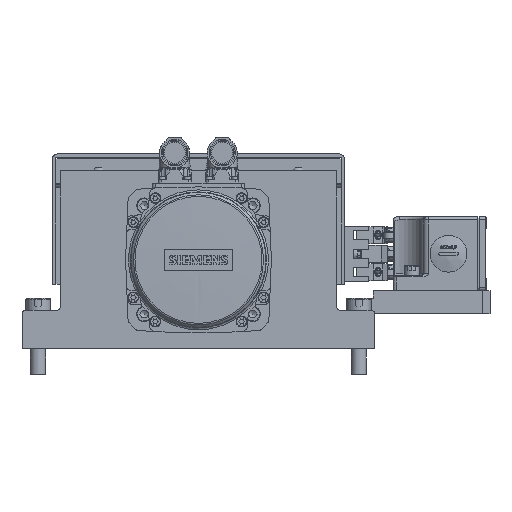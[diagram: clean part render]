
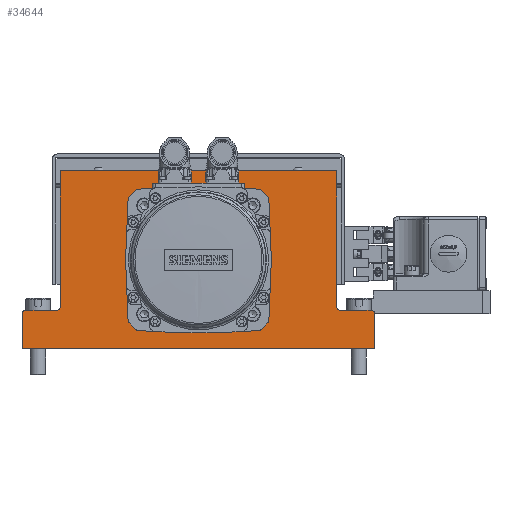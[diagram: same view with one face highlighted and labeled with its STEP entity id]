
A CAD part, front view. The second image highlights one B-rep face of the part: STEP entity #34644.
In plain terms, the highlighted planar face has unit normal (0, -1, 0).
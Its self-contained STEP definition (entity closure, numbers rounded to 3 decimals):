
#2078=LINE('',#58881,#5102);
#2079=LINE('',#58886,#5103);
#2080=LINE('',#58890,#5104);
#2081=LINE('',#58892,#5105);
#2082=LINE('',#58894,#5106);
#2083=LINE('',#58898,#5107);
#2084=LINE('',#58902,#5108);
#2085=LINE('',#58904,#5109);
#5102=VECTOR('',#47186,1000.);
#5103=VECTOR('',#47189,1000.);
#5104=VECTOR('',#47192,1000.);
#5105=VECTOR('',#47193,1000.);
#5106=VECTOR('',#47194,1000.);
#5107=VECTOR('',#47197,1000.);
#5108=VECTOR('',#47200,1000.);
#5109=VECTOR('',#47201,1000.);
#10173=ORIENTED_EDGE('',*,*,#17960,.T.);
#10174=ORIENTED_EDGE('',*,*,#17961,.T.);
#10175=ORIENTED_EDGE('',*,*,#17962,.T.);
#10176=ORIENTED_EDGE('',*,*,#17963,.F.);
#10177=ORIENTED_EDGE('',*,*,#17964,.F.);
#10178=ORIENTED_EDGE('',*,*,#17965,.F.);
#10179=ORIENTED_EDGE('',*,*,#17966,.F.);
#10180=ORIENTED_EDGE('',*,*,#17967,.T.);
#10181=ORIENTED_EDGE('',*,*,#17968,.T.);
#10182=ORIENTED_EDGE('',*,*,#17969,.T.);
#10183=ORIENTED_EDGE('',*,*,#17970,.T.);
#10184=ORIENTED_EDGE('',*,*,#17971,.T.);
#10185=ORIENTED_EDGE('',*,*,#17972,.T.);
#10186=ORIENTED_EDGE('',*,*,#17973,.T.);
#10187=ORIENTED_EDGE('',*,*,#17974,.T.);
#10188=ORIENTED_EDGE('',*,*,#17975,.T.);
#10189=ORIENTED_EDGE('',*,*,#17976,.T.);
#10190=ORIENTED_EDGE('',*,*,#17977,.T.);
#10191=ORIENTED_EDGE('',*,*,#17978,.T.);
#17960=EDGE_CURVE('',#23265,#23265,#26686,.F.);
#17961=EDGE_CURVE('',#23266,#23266,#26687,.T.);
#17962=EDGE_CURVE('',#23267,#23267,#26688,.T.);
#17963=EDGE_CURVE('',#23268,#23268,#26689,.T.);
#17964=EDGE_CURVE('',#23269,#23269,#26690,.T.);
#17965=EDGE_CURVE('',#23270,#23270,#26691,.T.);
#17966=EDGE_CURVE('',#23271,#23271,#26692,.T.);
#17967=EDGE_CURVE('',#23272,#23273,#2078,.T.);
#17968=EDGE_CURVE('',#23273,#23274,#26693,.T.);
#17969=EDGE_CURVE('',#23274,#23275,#2079,.T.);
#17970=EDGE_CURVE('',#23275,#23276,#26694,.F.);
#17971=EDGE_CURVE('',#23276,#23277,#2080,.T.);
#17972=EDGE_CURVE('',#23277,#23278,#2081,.T.);
#17973=EDGE_CURVE('',#23278,#23279,#2082,.T.);
#17974=EDGE_CURVE('',#23279,#23280,#26695,.F.);
#17975=EDGE_CURVE('',#23280,#23281,#2083,.T.);
#17976=EDGE_CURVE('',#23281,#23282,#26696,.T.);
#17977=EDGE_CURVE('',#23282,#23283,#2084,.T.);
#17978=EDGE_CURVE('',#23283,#23272,#2085,.T.);
#23265=VERTEX_POINT('',#58868);
#23266=VERTEX_POINT('',#58870);
#23267=VERTEX_POINT('',#58872);
#23268=VERTEX_POINT('',#58874);
#23269=VERTEX_POINT('',#58876);
#23270=VERTEX_POINT('',#58878);
#23271=VERTEX_POINT('',#58880);
#23272=VERTEX_POINT('',#58882);
#23273=VERTEX_POINT('',#58883);
#23274=VERTEX_POINT('',#58885);
#23275=VERTEX_POINT('',#58887);
#23276=VERTEX_POINT('',#58889);
#23277=VERTEX_POINT('',#58891);
#23278=VERTEX_POINT('',#58893);
#23279=VERTEX_POINT('',#58895);
#23280=VERTEX_POINT('',#58897);
#23281=VERTEX_POINT('',#58899);
#23282=VERTEX_POINT('',#58901);
#23283=VERTEX_POINT('',#58903);
#26686=CIRCLE('',#41632,38.5);
#26687=CIRCLE('',#41633,3.);
#26688=CIRCLE('',#41634,3.);
#26689=CIRCLE('',#41635,2.459);
#26690=CIRCLE('',#41636,2.459);
#26691=CIRCLE('',#41637,2.459);
#26692=CIRCLE('',#41638,2.459);
#26693=CIRCLE('',#41639,2.5);
#26694=CIRCLE('',#41640,2.5);
#26695=CIRCLE('',#41641,2.5);
#26696=CIRCLE('',#41642,2.5);
#28816=EDGE_LOOP('',(#10173));
#28817=EDGE_LOOP('',(#10174));
#28818=EDGE_LOOP('',(#10175));
#28819=EDGE_LOOP('',(#10176));
#28820=EDGE_LOOP('',(#10177));
#28821=EDGE_LOOP('',(#10178));
#28822=EDGE_LOOP('',(#10179));
#28823=EDGE_LOOP('',(#10180,#10181,#10182,#10183,#10184,#10185,#10186,#10187,
#10188,#10189,#10190,#10191));
#31383=FACE_BOUND('',#28816,.T.);
#31384=FACE_BOUND('',#28817,.T.);
#31385=FACE_BOUND('',#28818,.T.);
#31386=FACE_BOUND('',#28819,.T.);
#31387=FACE_BOUND('',#28820,.T.);
#31388=FACE_BOUND('',#28821,.T.);
#31389=FACE_BOUND('',#28822,.T.);
#31390=FACE_BOUND('',#28823,.T.);
#33405=PLANE('',#41631);
#34644=ADVANCED_FACE('',(#31383,#31384,#31385,#31386,#31387,#31388,#31389,
#31390),#33405,.T.);
#41631=AXIS2_PLACEMENT_3D('',#58866,#47170,#47171);
#41632=AXIS2_PLACEMENT_3D('',#58867,#47172,#47173);
#41633=AXIS2_PLACEMENT_3D('',#58869,#47174,#47175);
#41634=AXIS2_PLACEMENT_3D('',#58871,#47176,#47177);
#41635=AXIS2_PLACEMENT_3D('',#58873,#47178,#47179);
#41636=AXIS2_PLACEMENT_3D('',#58875,#47180,#47181);
#41637=AXIS2_PLACEMENT_3D('',#58877,#47182,#47183);
#41638=AXIS2_PLACEMENT_3D('',#58879,#47184,#47185);
#41639=AXIS2_PLACEMENT_3D('',#58884,#47187,#47188);
#41640=AXIS2_PLACEMENT_3D('',#58888,#47190,#47191);
#41641=AXIS2_PLACEMENT_3D('',#58896,#47195,#47196);
#41642=AXIS2_PLACEMENT_3D('',#58900,#47198,#47199);
#47170=DIRECTION('',(0.,-1.,0.));
#47171=DIRECTION('',(0.,0.,-1.));
#47172=DIRECTION('',(0.,-1.,0.));
#47173=DIRECTION('',(0.,0.,-1.));
#47174=DIRECTION('',(0.,1.,0.));
#47175=DIRECTION('',(0.,0.,-1.));
#47176=DIRECTION('',(0.,1.,0.));
#47177=DIRECTION('',(0.,0.,-1.));
#47178=DIRECTION('',(0.,-1.,0.));
#47179=DIRECTION('',(1.,0.,0.));
#47180=DIRECTION('',(0.,-1.,0.));
#47181=DIRECTION('',(1.,0.,0.));
#47182=DIRECTION('',(0.,-1.,0.));
#47183=DIRECTION('',(1.,0.,0.));
#47184=DIRECTION('',(0.,-1.,0.));
#47185=DIRECTION('',(1.,0.,0.));
#47186=DIRECTION('',(0.,0.,1.));
#47187=DIRECTION('',(0.,-1.,0.));
#47188=DIRECTION('',(0.,0.,-1.));
#47189=DIRECTION('',(-1.,0.,0.));
#47190=DIRECTION('',(0.,-1.,0.));
#47191=DIRECTION('',(0.,0.,-1.));
#47192=DIRECTION('',(0.,0.,1.));
#47193=DIRECTION('',(-1.,0.,0.));
#47194=DIRECTION('',(0.,0.,-1.));
#47195=DIRECTION('',(0.,-1.,0.));
#47196=DIRECTION('',(0.,0.,-1.));
#47197=DIRECTION('',(-1.,0.,0.));
#47198=DIRECTION('',(0.,-1.,0.));
#47199=DIRECTION('',(0.,0.,-1.));
#47200=DIRECTION('',(0.,0.,-1.));
#47201=DIRECTION('',(1.,0.,0.));
#58866=CARTESIAN_POINT('',(-90.,0.,0.));
#58867=CARTESIAN_POINT('',(0.,0.,58.));
#58868=CARTESIAN_POINT('',(0.,0.,19.5));
#58869=CARTESIAN_POINT('',(-26.,0.,94.5));
#58870=CARTESIAN_POINT('',(-26.,0.,91.5));
#58871=CARTESIAN_POINT('',(26.,0.,21.5));
#58872=CARTESIAN_POINT('',(26.,0.,18.5));
#58873=CARTESIAN_POINT('',(40.,0.,83.));
#58874=CARTESIAN_POINT('',(42.459,0.,83.));
#58875=CARTESIAN_POINT('',(40.,0.,33.));
#58876=CARTESIAN_POINT('',(42.459,0.,33.));
#58877=CARTESIAN_POINT('',(-40.,0.,33.));
#58878=CARTESIAN_POINT('',(-37.542,0.,33.));
#58879=CARTESIAN_POINT('',(-40.,0.,83.));
#58880=CARTESIAN_POINT('',(-37.542,0.,83.));
#58881=CARTESIAN_POINT('',(115.,0.,0.));
#58882=CARTESIAN_POINT('',(115.,0.,0.));
#58883=CARTESIAN_POINT('',(115.,0.,22.5));
#58884=CARTESIAN_POINT('',(112.5,0.,22.5));
#58885=CARTESIAN_POINT('',(112.5,0.,25.));
#58886=CARTESIAN_POINT('',(115.,0.,25.));
#58887=CARTESIAN_POINT('',(92.5,0.,25.));
#58888=CARTESIAN_POINT('',(92.5,0.,27.5));
#58889=CARTESIAN_POINT('',(90.,0.,27.5));
#58890=CARTESIAN_POINT('',(90.,0.,0.));
#58891=CARTESIAN_POINT('',(90.,0.,116.));
#58892=CARTESIAN_POINT('',(90.,0.,116.));
#58893=CARTESIAN_POINT('',(-90.,0.,116.));
#58894=CARTESIAN_POINT('',(-90.,0.,116.));
#58895=CARTESIAN_POINT('',(-90.,0.,27.5));
#58896=CARTESIAN_POINT('',(-92.5,0.,27.5));
#58897=CARTESIAN_POINT('',(-92.5,0.,25.));
#58898=CARTESIAN_POINT('',(-90.,0.,25.));
#58899=CARTESIAN_POINT('',(-112.5,0.,25.));
#58900=CARTESIAN_POINT('',(-112.5,0.,22.5));
#58901=CARTESIAN_POINT('',(-115.,0.,22.5));
#58902=CARTESIAN_POINT('',(-115.,0.,25.));
#58903=CARTESIAN_POINT('',(-115.,0.,0.));
#58904=CARTESIAN_POINT('',(-90.,0.,0.));
